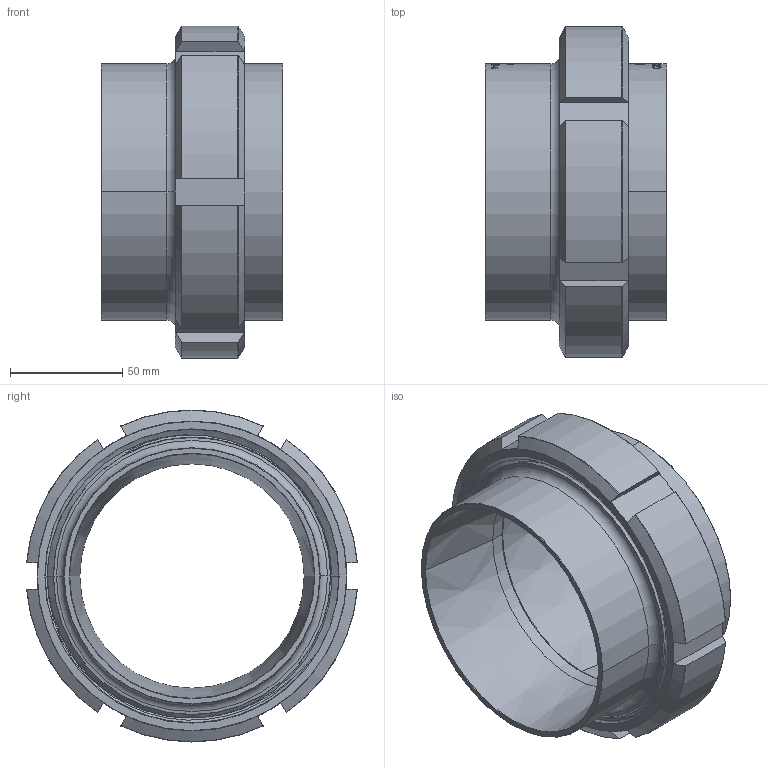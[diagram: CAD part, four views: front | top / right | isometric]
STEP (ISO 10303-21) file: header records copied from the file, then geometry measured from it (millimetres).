
FILE_DESCRIPTION (( 'STEP AP214' ), '1' );
FILE_NAME ('GL-212-114-x Verschraubung S114,3x2,6 heco1.STEP', '2017-09-13T14:09:08', ( '' ), ( '' ), 'SwSTEP 2.0', 'SolidWorks 2016', '' );
FILE_SCHEMA (( 'AUTOMOTIVE_DESIGN' ));
Length unit declared in the file: millimetre
Products named in the file (1): GL-212-114-x Verschraubung S114,3x2,6 heco1
Bounding box: 81 x 147.51 x 148 mm (x, y, z)
Volume: 319886.6 mm3; surface area: 131232.4 mm2
Topology: 4 solids, 4 shells, 679 faces, 1762 edges, 1153 vertices
Faces by surface type: plane 259, bspline 240, cylinder 75, torus 72, cone 33
Entity records: 61660 total; most frequent: CARTESIAN_POINT 39106, ORIENTED_EDGE 3524, DIRECTION 2400, EDGE_CURVE 1762, VERTEX_POINT 1153, AXIS2_PLACEMENT_3D 819, LINE 762, VECTOR 762
